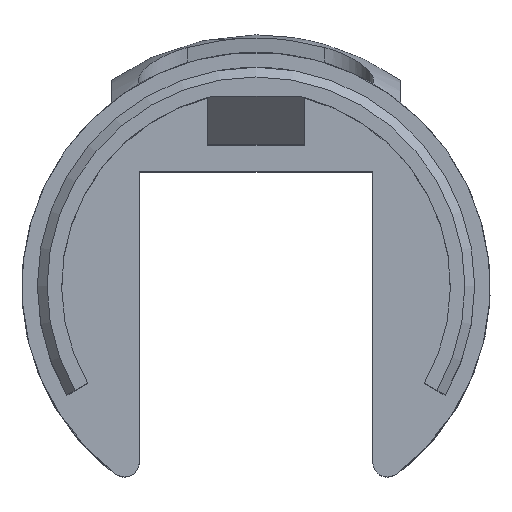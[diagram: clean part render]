
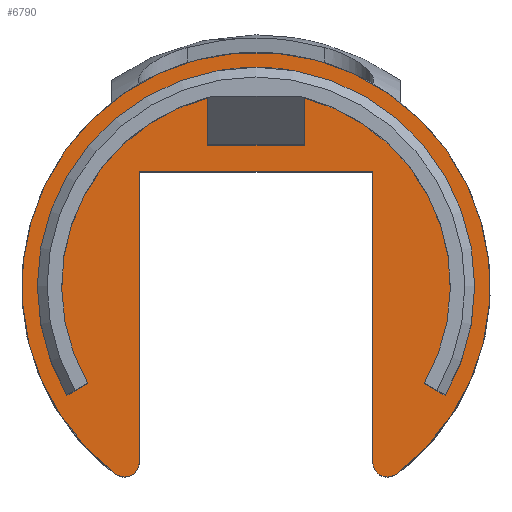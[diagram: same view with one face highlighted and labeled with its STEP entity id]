
A CAD part, top view. The second image highlights one B-rep face of the part: STEP entity #6790.
In plain terms, the highlighted planar face has unit normal (0, 0, 1).
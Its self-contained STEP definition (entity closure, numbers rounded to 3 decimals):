
#513 = EDGE_CURVE ( 'NONE', #8765, #18604, #9760, .T. ) ;
#732 = DIRECTION ( 'NONE',  ( 1., 0., 0. ) ) ;
#763 = CARTESIAN_POINT ( 'NONE',  ( 5., 21.681, 0. ) ) ;
#920 = DIRECTION ( 'NONE',  ( -1., 0., 0. ) ) ;
#974 = EDGE_CURVE ( 'NONE', #6085, #4438, #10713, .T. ) ;
#1073 = CIRCLE ( 'NONE', #11129, 1.5 ) ;
#1507 = AXIS2_PLACEMENT_3D ( 'NONE', #1846, #1910, #6732 ) ;
#1846 = CARTESIAN_POINT ( 'NONE',  ( 0., 0., 0. ) ) ;
#1910 = DIRECTION ( 'NONE',  ( 0., 0., -1. ) ) ;
#2128 = AXIS2_PLACEMENT_3D ( 'NONE', #13752, #5788, #15423 ) ;
#2339 = CARTESIAN_POINT ( 'NONE',  ( 12.05, 11.83, 0. ) ) ;
#2357 = CIRCLE ( 'NONE', #2128, 1.5 ) ;
#2589 = DIRECTION ( 'NONE',  ( 0., 0., -1. ) ) ;
#2663 = CARTESIAN_POINT ( 'NONE',  ( 13.55, -18.15, 0. ) ) ;
#3054 = CARTESIAN_POINT ( 'NONE',  ( -13.55, -18.15, 0. ) ) ;
#3250 = DIRECTION ( 'NONE',  ( -1., 0., 0. ) ) ;
#3289 = CARTESIAN_POINT ( 'NONE',  ( -14.447, -19.352, 0. ) ) ;
#3486 = DIRECTION ( 'NONE',  ( 0., 0., -1. ) ) ;
#3490 = DIRECTION ( 'NONE',  ( 0.866, -0.5, 0. ) ) ;
#3520 = VERTEX_POINT ( 'NONE', #9907 ) ;
#3655 = ORIENTED_EDGE ( 'NONE', *, *, #14825, .T. ) ;
#3848 = LINE ( 'NONE', #15908, #11333 ) ;
#3980 = CARTESIAN_POINT ( 'NONE',  ( 0., 0., 0. ) ) ;
#4049 = VECTOR ( 'NONE', #16576, 1000. ) ;
#4296 = CARTESIAN_POINT ( 'NONE',  ( 5., 19.417, 0. ) ) ;
#4438 = VERTEX_POINT ( 'NONE', #2339 ) ;
#4771 = VERTEX_POINT ( 'NONE', #11636 ) ;
#4939 = DIRECTION ( 'NONE',  ( -1., 0., 0. ) ) ;
#5241 = CIRCLE ( 'NONE', #19153, 24.15 ) ;
#5321 = CARTESIAN_POINT ( 'NONE',  ( -19.269, -11.125, 0. ) ) ;
#5347 = ORIENTED_EDGE ( 'NONE', *, *, #20007, .F. ) ;
#5591 = EDGE_LOOP ( 'NONE', ( #14390, #16953, #17953, #16474, #8431, #5347 ) ) ;
#5788 = DIRECTION ( 'NONE',  ( 0., 0., -1. ) ) ;
#5949 = CARTESIAN_POINT ( 'NONE',  ( -12.05, 11.83, 0. ) ) ;
#6085 = VERTEX_POINT ( 'NONE', #16111 ) ;
#6488 = VECTOR ( 'NONE', #20569, 1000. ) ;
#6555 = VECTOR ( 'NONE', #16709, 1000. ) ;
#6732 = DIRECTION ( 'NONE',  ( 1., 0., 0. ) ) ;
#6790 = ADVANCED_FACE ( 'NONE', ( #7137, #14096 ), #10996, .F. ) ;
#6942 = EDGE_CURVE ( 'NONE', #10710, #14147, #2357, .T. ) ;
#7137 = FACE_OUTER_BOUND ( 'NONE', #5591, .T. ) ;
#7494 = DIRECTION ( 'NONE',  ( 0., -1., 0. ) ) ;
#7567 = EDGE_CURVE ( 'NONE', #19703, #10710, #13328, .T. ) ;
#8042 = CARTESIAN_POINT ( 'NONE',  ( 0., 0., 0. ) ) ;
#8319 = CARTESIAN_POINT ( 'NONE',  ( -5., 14.55, 0. ) ) ;
#8345 = LINE ( 'NONE', #18063, #4049 ) ;
#8431 = ORIENTED_EDGE ( 'NONE', *, *, #15961, .F. ) ;
#8558 = CARTESIAN_POINT ( 'NONE',  ( 19.529, -11.275, 0. ) ) ;
#8652 = CARTESIAN_POINT ( 'NONE',  ( 12.05, 11.83, 0. ) ) ;
#8765 = VERTEX_POINT ( 'NONE', #4296 ) ;
#8997 = VERTEX_POINT ( 'NONE', #8319 ) ;
#9435 = CARTESIAN_POINT ( 'NONE',  ( 12.05, 11.83, 0. ) ) ;
#9530 = VERTEX_POINT ( 'NONE', #5321 ) ;
#9713 = EDGE_CURVE ( 'NONE', #4438, #19703, #20510, .T. ) ;
#9760 = LINE ( 'NONE', #763, #17738 ) ;
#9907 = CARTESIAN_POINT ( 'NONE',  ( 14.447, -19.352, 0. ) ) ;
#9921 = VERTEX_POINT ( 'NONE', #10468 ) ;
#10147 = CARTESIAN_POINT ( 'NONE',  ( 5., 14.55, 0. ) ) ;
#10283 = DIRECTION ( 'NONE',  ( 0., 0., 1. ) ) ;
#10468 = CARTESIAN_POINT ( 'NONE',  ( -17.364, -10.025, 0. ) ) ;
#10710 = VERTEX_POINT ( 'NONE', #13229 ) ;
#10713 = LINE ( 'NONE', #9435, #6488 ) ;
#10996 = PLANE ( 'NONE',  #13081 ) ;
#11071 = CIRCLE ( 'NONE', #1507, 20.05 ) ;
#11129 = AXIS2_PLACEMENT_3D ( 'NONE', #2663, #15160, #920 ) ;
#11271 = ORIENTED_EDGE ( 'NONE', *, *, #13972, .F. ) ;
#11333 = VECTOR ( 'NONE', #20716, 1000. ) ;
#11636 = CARTESIAN_POINT ( 'NONE',  ( -5., 19.417, 0. ) ) ;
#12346 = AXIS2_PLACEMENT_3D ( 'NONE', #3980, #10283, #732 ) ;
#12715 = AXIS2_PLACEMENT_3D ( 'NONE', #15486, #2589, #20292 ) ;
#13081 = AXIS2_PLACEMENT_3D ( 'NONE', #3054, #14200, #3250 ) ;
#13229 = CARTESIAN_POINT ( 'NONE',  ( -12.05, -18.15, 0. ) ) ;
#13328 = LINE ( 'NONE', #5949, #16583 ) ;
#13596 = VECTOR ( 'NONE', #15093, 1000. ) ;
#13752 = CARTESIAN_POINT ( 'NONE',  ( -13.55, -18.15, 0. ) ) ;
#13780 = EDGE_CURVE ( 'NONE', #18604, #8997, #14591, .T. ) ;
#13972 = EDGE_CURVE ( 'NONE', #8765, #17630, #16106, .T. ) ;
#13976 = EDGE_LOOP ( 'NONE', ( #14000, #15962, #11271, #17357, #14886, #3655, #19722, #18235 ) ) ;
#14000 = ORIENTED_EDGE ( 'NONE', *, *, #19656, .F. ) ;
#14096 = FACE_BOUND ( 'NONE', #13976, .T. ) ;
#14147 = VERTEX_POINT ( 'NONE', #3289 ) ;
#14200 = DIRECTION ( 'NONE',  ( 0., 0., -1. ) ) ;
#14250 = EDGE_CURVE ( 'NONE', #17630, #18372, #17827, .T. ) ;
#14317 = CARTESIAN_POINT ( 'NONE',  ( 19.269, -11.125, 0. ) ) ;
#14390 = ORIENTED_EDGE ( 'NONE', *, *, #6942, .F. ) ;
#14591 = LINE ( 'NONE', #18352, #13596 ) ;
#14825 = EDGE_CURVE ( 'NONE', #8997, #4771, #3848, .T. ) ;
#14886 = ORIENTED_EDGE ( 'NONE', *, *, #13780, .T. ) ;
#15093 = DIRECTION ( 'NONE',  ( -1., 0., 0. ) ) ;
#15160 = DIRECTION ( 'NONE',  ( 0., 0., -1. ) ) ;
#15259 = CARTESIAN_POINT ( 'NONE',  ( 17.364, -10.025, 0. ) ) ;
#15423 = DIRECTION ( 'NONE',  ( -1., 0., 0. ) ) ;
#15486 = CARTESIAN_POINT ( 'NONE',  ( 0., 0., 0. ) ) ;
#15865 = EDGE_CURVE ( 'NONE', #9921, #4771, #11071, .T. ) ;
#15870 = DIRECTION ( 'NONE',  ( 0., -1., 0. ) ) ;
#15908 = CARTESIAN_POINT ( 'NONE',  ( -5., 14.55, 0. ) ) ;
#15961 = EDGE_CURVE ( 'NONE', #3520, #6085, #1073, .T. ) ;
#15962 = ORIENTED_EDGE ( 'NONE', *, *, #14250, .F. ) ;
#16106 = CIRCLE ( 'NONE', #12715, 20.05 ) ;
#16111 = CARTESIAN_POINT ( 'NONE',  ( 12.05, -18.15, 0. ) ) ;
#16396 = EDGE_CURVE ( 'NONE', #9530, #9921, #8345, .T. ) ;
#16474 = ORIENTED_EDGE ( 'NONE', *, *, #974, .F. ) ;
#16576 = DIRECTION ( 'NONE',  ( 0.866, 0.5, 0. ) ) ;
#16583 = VECTOR ( 'NONE', #7494, 1000. ) ;
#16709 = DIRECTION ( 'NONE',  ( -1., 0., 0. ) ) ;
#16823 = CARTESIAN_POINT ( 'NONE',  ( -12.05, 11.83, 0. ) ) ;
#16953 = ORIENTED_EDGE ( 'NONE', *, *, #7567, .F. ) ;
#17071 = VECTOR ( 'NONE', #3490, 1000. ) ;
#17357 = ORIENTED_EDGE ( 'NONE', *, *, #513, .T. ) ;
#17630 = VERTEX_POINT ( 'NONE', #15259 ) ;
#17738 = VECTOR ( 'NONE', #15870, 1000. ) ;
#17827 = LINE ( 'NONE', #8558, #17071 ) ;
#17953 = ORIENTED_EDGE ( 'NONE', *, *, #9713, .F. ) ;
#18063 = CARTESIAN_POINT ( 'NONE',  ( -17.364, -10.025, 0. ) ) ;
#18235 = ORIENTED_EDGE ( 'NONE', *, *, #16396, .F. ) ;
#18352 = CARTESIAN_POINT ( 'NONE',  ( 5., 14.55, 0. ) ) ;
#18372 = VERTEX_POINT ( 'NONE', #14317 ) ;
#18604 = VERTEX_POINT ( 'NONE', #10147 ) ;
#18962 = CIRCLE ( 'NONE', #12346, 22.25 ) ;
#19153 = AXIS2_PLACEMENT_3D ( 'NONE', #8042, #3486, #4939 ) ;
#19656 = EDGE_CURVE ( 'NONE', #18372, #9530, #18962, .T. ) ;
#19703 = VERTEX_POINT ( 'NONE', #16823 ) ;
#19722 = ORIENTED_EDGE ( 'NONE', *, *, #15865, .F. ) ;
#20007 = EDGE_CURVE ( 'NONE', #14147, #3520, #5241, .T. ) ;
#20292 = DIRECTION ( 'NONE',  ( 1., 0., 0. ) ) ;
#20510 = LINE ( 'NONE', #8652, #6555 ) ;
#20569 = DIRECTION ( 'NONE',  ( 0., 1., 0. ) ) ;
#20716 = DIRECTION ( 'NONE',  ( 0., 1., 0. ) ) ;
